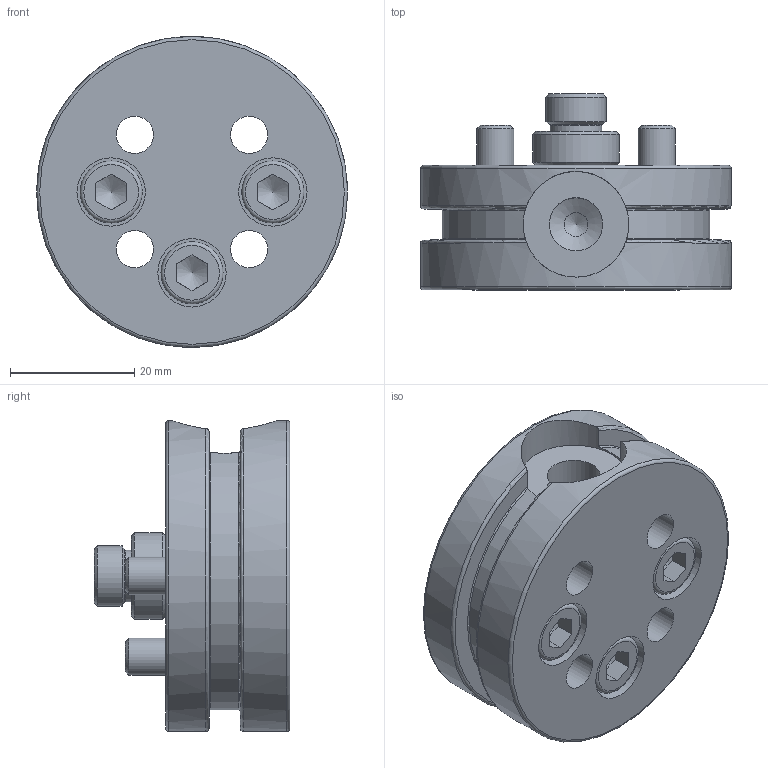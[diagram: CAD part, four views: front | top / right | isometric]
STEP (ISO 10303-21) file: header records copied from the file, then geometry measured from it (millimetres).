
FILE_DESCRIPTION(/* description */ (''),/* implementation_level */ '2;1');
FILE_NAME(/* name */ 'PNB-100-050.stp',/* time_stamp */ '2026-02-13T14:12:40-03:00',/* author */ ('jefferson.francisco'),/* organization */ (''),/* preprocessor_version */ 'ST-DEVELOPER v20',/* originating_system */ 'Autodesk Inventor 2025',/* authorisation */ '');
FILE_SCHEMA (('AUTOMOTIVE_DESIGN { 1 0 10303 214 3 1 1 }'));
Length unit declared in the file: millimetre
Products named in the file (4): PNB-100-050; PNB-80-050_1; PNK-G1_8-UN-02; DIN 912 - M6 x 20
Assembly tree (5 placements, depth 2):
  PNB-100-050
    PNB-80-050_1
    PNK-G1_8-UN-02
    DIN 912 - M6 x 20  x3
Bounding box: 50 x 31.5 x 50 mm (x, y, z)
Volume: 33426 mm3; surface area: 14527.5 mm2
Topology: 5 solids, 5 shells, 108 faces, 254 edges, 164 vertices
Faces by surface type: plane 52, cylinder 29, cone 14, torus 13
Full cylindrical faces by diameter (mm): 2 x1, 3.8 x2, 6 x7, 6.5 x3, 8.3 x1, 8.566 x1, 9.728 x1, 10 x3, 10.7 x1, 11 x4, 14 x1, 17 x1, 50 x2
Entity records: 2629 total; most frequent: CARTESIAN_POINT 549, DIRECTION 421, ORIENTED_EDGE 360, EDGE_CURVE 180, AXIS2_PLACEMENT_3D 173, VERTEX_POINT 116, EDGE_LOOP 104, CIRCLE 83
